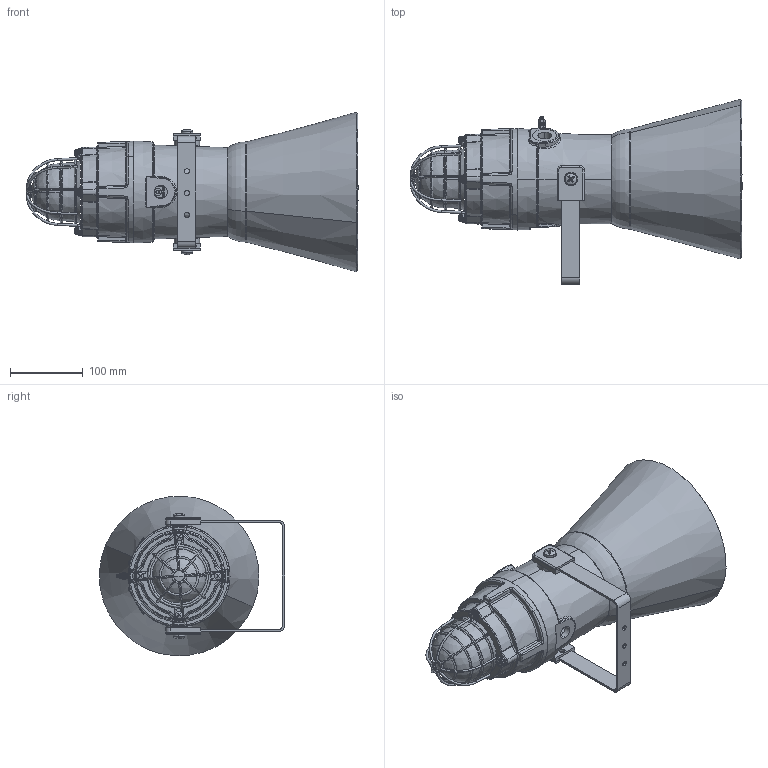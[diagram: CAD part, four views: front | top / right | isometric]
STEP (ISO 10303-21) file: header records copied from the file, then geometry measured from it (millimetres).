
FILE_DESCRIPTION (( 'STEP AP214' ), '1' );
FILE_NAME ('SK0372_Issue_B.STEP', '2015-10-19T13:19:04', ( 'User' ), ( '' ), 'SwSTEP 2.0', 'SolidWorks 2016', '' );
FILE_SCHEMA (( 'AUTOMOTIVE_DESIGN' ));
Length unit declared in the file: millimetre
Products named in the file (1): SK0372_Issue_B
Bounding box: 456.47 x 254.68 x 219.36 mm (x, y, z)
Surface area: 408320.1 mm2 (no closed solid volume)
Topology: 0 solids, 56 shells, 831 faces, 2628 edges, 1777 vertices
Faces by surface type: cylinder 283, plane 188, bspline 148, torus 139, cone 49, sphere 24
Entity records: 51745 total; most frequent: CARTESIAN_POINT 21554, DIRECTION 4190, ORIENTED_EDGE 4169, EDGE_CURVE 2612, VERTEX_POINT 1777, AXIS2_PLACEMENT_3D 1655, CIRCLE 971, EDGE_LOOP 885
